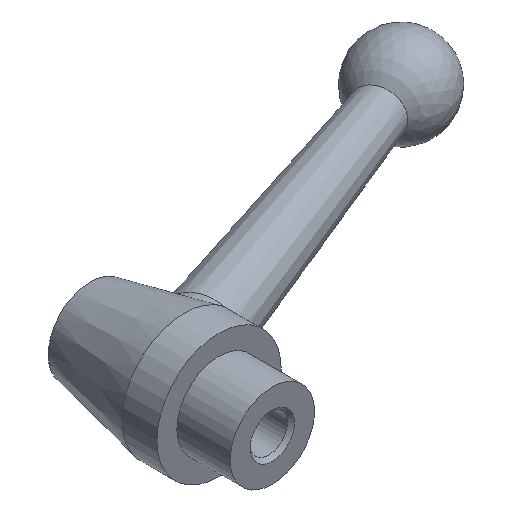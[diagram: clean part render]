
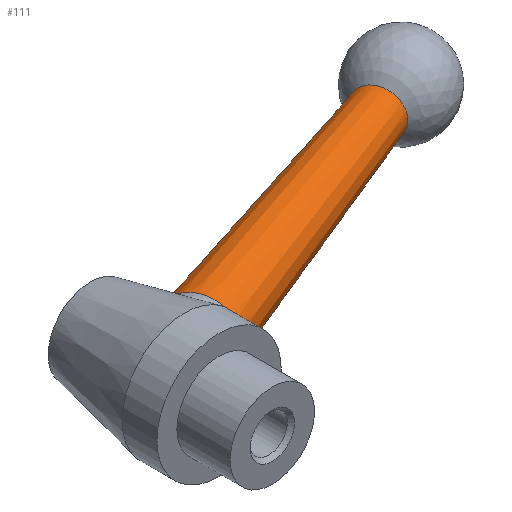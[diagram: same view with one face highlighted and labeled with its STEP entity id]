
A CAD part, isometric view. The second image highlights one B-rep face of the part: STEP entity #111.
In plain terms, the highlighted conical face has half-angle 2 degrees and reference radius 7.524 mm.
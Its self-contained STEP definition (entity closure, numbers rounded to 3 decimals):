
#111 = ADVANCED_FACE( '', ( #235, #236 ), #237, .T. );
#235 = FACE_BOUND( '', #365, .T. );
#236 = FACE_OUTER_BOUND( '', #366, .T. );
#237 = CONICAL_SURFACE( '', #367, 7.523, 0.035 );
#365 = EDGE_LOOP( '', ( #612 ) );
#366 = EDGE_LOOP( '', ( #613, #614 ) );
#367 = AXIS2_PLACEMENT_3D( '', #615, #616, #617 );
#612 = ORIENTED_EDGE( '', *, *, #804, .F. );
#613 = ORIENTED_EDGE( '', *, *, #739, .T. );
#614 = ORIENTED_EDGE( '', *, *, #797, .T. );
#615 = CARTESIAN_POINT( '', ( 12.073, 28.185, 0. ) );
#616 = DIRECTION( '', ( -0.94, -0.342, 0. ) );
#617 = DIRECTION( '', ( 0.342, -0.94, 0. ) );
#739 = EDGE_CURVE( '', #872, #871, #874, .T. );
#797 = EDGE_CURVE( '', #871, #872, #965, .T. );
#804 = EDGE_CURVE( '', #974, #974, #975, .T. );
#871 = VERTEX_POINT( '', #1062 );
#872 = VERTEX_POINT( '', #1063 );
#874 = CIRCLE( '', #1144, 7.523 );
#965 = B_SPLINE_CURVE_WITH_KNOTS( '', 3, ( #1271, #1272, #1273, #1274, #1275, #1276, #1277, #1278, #1279, #1280, #1281, #1282, #1283, #1284, #1285, #1286, #1287, #1288, #1289, #1290, #1291, #1292 ), .UNSPECIFIED., .F., .F., ( 4, 2, 2, 2, 2, 2, 2, 2, 2, 2, 4 ), ( 0.004, 0.005, 0.006, 0.007, 0.009, 0.01, 0.01, 0.011, 0.012, 0.012, 0.014 ), .UNSPECIFIED. );
#974 = VERTEX_POINT( '', #1301 );
#975 = CIRCLE( '', #1302, 5.186 );
#1062 = CARTESIAN_POINT( '', ( 10.034, 33.788, -4.588 ) );
#1063 = CARTESIAN_POINT( '', ( 10.034, 33.788, 4.588 ) );
#1144 = AXIS2_PLACEMENT_3D( '', #1389, #1390, #1391 );
#1271 = CARTESIAN_POINT( '', ( 10.034, 33.788, -4.588 ) );
#1272 = CARTESIAN_POINT( '', ( 10.112, 34.064, -4.276 ) );
#1273 = CARTESIAN_POINT( '', ( 10.189, 34.314, -3.946 ) );
#1274 = CARTESIAN_POINT( '', ( 10.334, 34.761, -3.247 ) );
#1275 = CARTESIAN_POINT( '', ( 10.401, 34.957, -2.877 ) );
#1276 = CARTESIAN_POINT( '', ( 10.516, 35.284, -2.092 ) );
#1277 = CARTESIAN_POINT( '', ( 10.562, 35.409, -1.69 ) );
#1278 = CARTESIAN_POINT( '', ( 10.625, 35.58, -0.861 ) );
#1279 = CARTESIAN_POINT( '', ( 10.642, 35.625, -0.43 ) );
#1280 = CARTESIAN_POINT( '', ( 10.642, 35.626, 0.419 ) );
#1281 = CARTESIAN_POINT( '', ( 10.626, 35.583, 0.84 ) );
#1282 = CARTESIAN_POINT( '', ( 10.579, 35.456, 1.465 ) );
#1283 = CARTESIAN_POINT( '', ( 10.56, 35.403, 1.674 ) );
#1284 = CARTESIAN_POINT( '', ( 10.515, 35.278, 2.079 ) );
#1285 = CARTESIAN_POINT( '', ( 10.489, 35.206, 2.278 ) );
#1286 = CARTESIAN_POINT( '', ( 10.432, 35.045, 2.666 ) );
#1287 = CARTESIAN_POINT( '', ( 10.401, 34.956, 2.857 ) );
#1288 = CARTESIAN_POINT( '', ( 10.335, 34.761, 3.23 ) );
#1289 = CARTESIAN_POINT( '', ( 10.299, 34.654, 3.414 ) );
#1290 = CARTESIAN_POINT( '', ( 10.19, 34.315, 3.946 ) );
#1291 = CARTESIAN_POINT( '', ( 10.112, 34.063, 4.277 ) );
#1292 = CARTESIAN_POINT( '', ( 10.034, 33.788, 4.588 ) );
#1301 = CARTESIAN_POINT( '', ( 73.192, 55.949, 0. ) );
#1302 = AXIS2_PLACEMENT_3D( '', #1452, #1453, #1454 );
#1389 = CARTESIAN_POINT( '', ( 12.073, 28.185, 0. ) );
#1390 = DIRECTION( '', ( 0.94, 0.342, 0. ) );
#1391 = DIRECTION( '', ( -0.342, 0.94, 0. ) );
#1452 = CARTESIAN_POINT( '', ( 74.966, 51.076, 0. ) );
#1453 = DIRECTION( '', ( 0.94, 0.342, 0. ) );
#1454 = DIRECTION( '', ( -0.342, 0.94, 0. ) );
